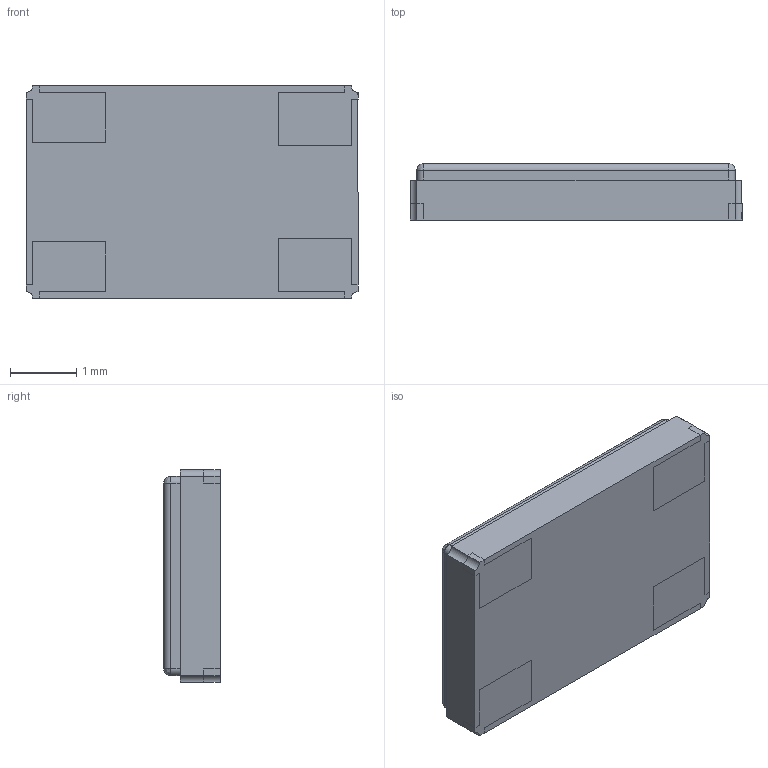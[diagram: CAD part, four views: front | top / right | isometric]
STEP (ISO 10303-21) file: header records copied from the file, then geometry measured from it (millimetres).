
FILE_DESCRIPTION (( 'STEP AP214' ), '1' );
FILE_NAME ('ECS-120-13-30B-AEM-TR.STEP', '2024-09-28T03:16:27', ( '' ), ( '' ), 'SwSTEP 2.0', 'SolidWorks 2021', '' );
FILE_SCHEMA (( 'AUTOMOTIVE_DESIGN' ));
Length unit declared in the file: millimetre
Products named in the file (1): ECS-120-13-30B-AEM-TR
Bounding box: 5 x 0.85 x 3.2 mm (x, y, z)
Volume: 13.1 mm3; surface area: 116.9 mm2
Topology: 7 solids, 7 shells, 102 faces, 264 edges, 172 vertices
Faces by surface type: plane 82, cylinder 16, bspline 4
Entity records: 3264 total; most frequent: CARTESIAN_POINT 691, ORIENTED_EDGE 520, DIRECTION 486, EDGE_CURVE 260, LINE 224, VECTOR 224, VERTEX_POINT 172, AXIS2_PLACEMENT_3D 131
